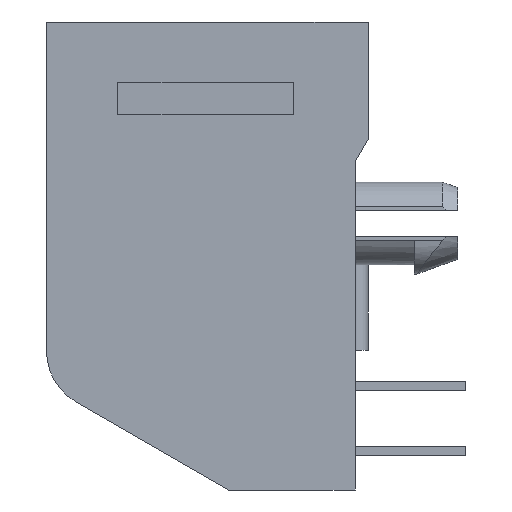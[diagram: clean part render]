
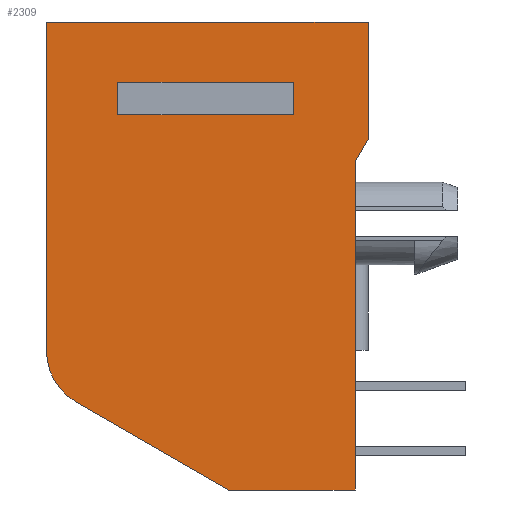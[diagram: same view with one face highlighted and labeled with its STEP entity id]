
A CAD part, left-side view. The second image highlights one B-rep face of the part: STEP entity #2309.
In plain terms, the highlighted planar face has unit normal (-1, 0, 0).
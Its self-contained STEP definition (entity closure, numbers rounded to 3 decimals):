
#2=DIRECTION('',(0.,1.,0.));
#3=VECTOR('',#2,4.953);
#4=CARTESIAN_POINT('',(-6.642,-5.779,-18.288));
#5=LINE('',#4,#3);
#6=DIRECTION('',(0.,0.866,0.5));
#7=VECTOR('',#6,6.863);
#8=CARTESIAN_POINT('',(-6.642,-0.826,-18.288));
#9=LINE('',#8,#7);
#10=CARTESIAN_POINT('',(-6.642,3.95,-12.833));
#11=DIRECTION('',(1.,0.,0.));
#12=DIRECTION('',(0.,0.5,-0.866));
#13=AXIS2_PLACEMENT_3D('',#10,#11,#12);
#15=DIRECTION('',(0.,0.,1.));
#16=VECTOR('',#15,12.833);
#17=CARTESIAN_POINT('',(-6.642,6.287,-12.833));
#18=LINE('',#17,#16);
#19=DIRECTION('',(0.,-1.,0.));
#20=VECTOR('',#19,12.573);
#21=CARTESIAN_POINT('',(-6.642,6.287,0.));
#22=LINE('',#21,#20);
#23=DIRECTION('',(0.,0.,-1.));
#24=VECTOR('',#23,4.581);
#25=CARTESIAN_POINT('',(-6.642,-6.287,0.));
#26=LINE('',#25,#24);
#27=DIRECTION('',(0.,0.5,-0.866));
#28=VECTOR('',#27,1.016);
#29=CARTESIAN_POINT('',(-6.642,-6.287,-4.581));
#30=LINE('',#29,#28);
#31=DIRECTION('',(0.,1.,0.));
#32=VECTOR('',#31,6.858);
#33=CARTESIAN_POINT('',(-6.642,-3.366,-3.632));
#34=LINE('',#33,#32);
#35=DIRECTION('',(0.,0.,1.));
#36=VECTOR('',#35,1.27);
#37=CARTESIAN_POINT('',(-6.642,-3.366,-3.632));
#38=LINE('',#37,#36);
#39=DIRECTION('',(0.,1.,0.));
#40=VECTOR('',#39,6.858);
#41=CARTESIAN_POINT('',(-6.642,-3.366,-2.362));
#42=LINE('',#41,#40);
#43=DIRECTION('',(0.,0.,1.));
#44=VECTOR('',#43,1.27);
#45=CARTESIAN_POINT('',(-6.642,3.493,-3.632));
#46=LINE('',#45,#44);
#55=DIRECTION('',(0.,0.,1.));
#56=VECTOR('',#55,12.827);
#57=CARTESIAN_POINT('',(-6.642,-5.779,-18.288));
#58=LINE('',#57,#56);
#1744=CARTESIAN_POINT('',(-6.642,6.287,0.));
#1745=CARTESIAN_POINT('',(-6.642,-6.287,0.));
#1746=VERTEX_POINT('',#1744);
#1747=VERTEX_POINT('',#1745);
#1748=CARTESIAN_POINT('',(-6.642,-6.287,-4.581));
#1749=VERTEX_POINT('',#1748);
#1750=CARTESIAN_POINT('',(-6.642,-5.779,-5.461));
#1751=VERTEX_POINT('',#1750);
#1752=CARTESIAN_POINT('',(-6.642,-5.779,-18.288));
#1753=CARTESIAN_POINT('',(-6.642,-0.826,-18.288));
#1754=VERTEX_POINT('',#1752);
#1755=VERTEX_POINT('',#1753);
#1756=CARTESIAN_POINT('',(-6.642,5.118,-14.856));
#1757=VERTEX_POINT('',#1756);
#1758=CARTESIAN_POINT('',(-6.642,6.287,-12.833));
#1759=VERTEX_POINT('',#1758);
#2190=CARTESIAN_POINT('',(-6.642,-3.366,-3.632));
#2191=CARTESIAN_POINT('',(-6.642,3.493,-3.632));
#2192=VERTEX_POINT('',#2190);
#2193=VERTEX_POINT('',#2191);
#2194=CARTESIAN_POINT('',(-6.642,-3.366,-2.362));
#2195=CARTESIAN_POINT('',(-6.642,3.493,-2.362));
#2196=VERTEX_POINT('',#2194);
#2197=VERTEX_POINT('',#2195);
#2276=CARTESIAN_POINT('',(-6.642,0.,0.));
#2277=DIRECTION('',(1.,0.,0.));
#2278=DIRECTION('',(0.,0.,-1.));
#2279=AXIS2_PLACEMENT_3D('',#2276,#2277,#2278);
#2280=PLANE('',#2279);
#2282=ORIENTED_EDGE('',*,*,#2281,.F.);
#2284=ORIENTED_EDGE('',*,*,#2283,.T.);
#2286=ORIENTED_EDGE('',*,*,#2285,.T.);
#2288=ORIENTED_EDGE('',*,*,#2287,.T.);
#2290=ORIENTED_EDGE('',*,*,#2289,.T.);
#2292=ORIENTED_EDGE('',*,*,#2291,.T.);
#2294=ORIENTED_EDGE('',*,*,#2293,.T.);
#2296=ORIENTED_EDGE('',*,*,#2295,.T.);
#2297=EDGE_LOOP('',(#2282,#2284,#2286,#2288,#2290,#2292,#2294,#2296));
#2298=FACE_OUTER_BOUND('',#2297,.F.);
#2300=ORIENTED_EDGE('',*,*,#2299,.F.);
#2302=ORIENTED_EDGE('',*,*,#2301,.T.);
#2304=ORIENTED_EDGE('',*,*,#2303,.T.);
#2306=ORIENTED_EDGE('',*,*,#2305,.F.);
#2307=EDGE_LOOP('',(#2300,#2302,#2304,#2306));
#2308=FACE_BOUND('',#2307,.F.);
#14=CIRCLE('',#13,2.337);
#2281=EDGE_CURVE('',#1754,#1751,#58,.T.);
#2283=EDGE_CURVE('',#1754,#1755,#5,.T.);
#2285=EDGE_CURVE('',#1755,#1757,#9,.T.);
#2287=EDGE_CURVE('',#1757,#1759,#14,.T.);
#2289=EDGE_CURVE('',#1759,#1746,#18,.T.);
#2291=EDGE_CURVE('',#1746,#1747,#22,.T.);
#2293=EDGE_CURVE('',#1747,#1749,#26,.T.);
#2295=EDGE_CURVE('',#1749,#1751,#30,.T.);
#2299=EDGE_CURVE('',#2192,#2193,#34,.T.);
#2301=EDGE_CURVE('',#2192,#2196,#38,.T.);
#2303=EDGE_CURVE('',#2196,#2197,#42,.T.);
#2305=EDGE_CURVE('',#2193,#2197,#46,.T.);
#2309=ADVANCED_FACE('',(#2298,#2308),#2280,.F.);
